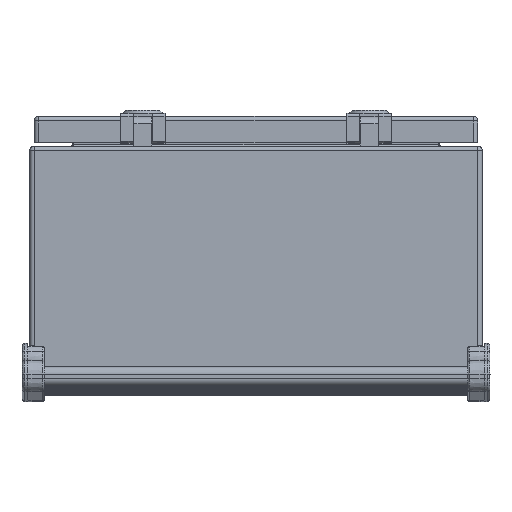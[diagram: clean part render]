
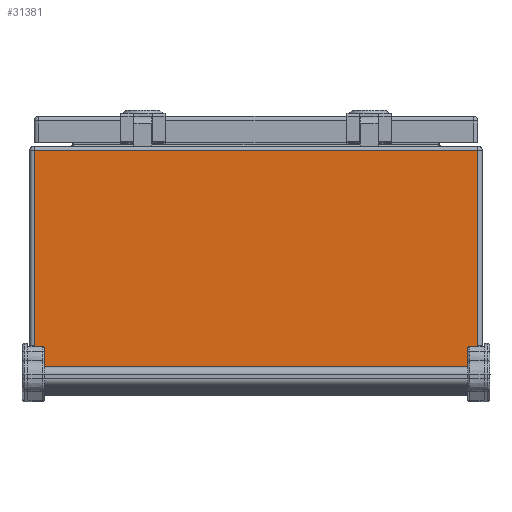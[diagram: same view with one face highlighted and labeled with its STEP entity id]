
A CAD part, left-side view. The second image highlights one B-rep face of the part: STEP entity #31381.
In plain terms, the highlighted planar face has unit normal (-1, 0, 0).
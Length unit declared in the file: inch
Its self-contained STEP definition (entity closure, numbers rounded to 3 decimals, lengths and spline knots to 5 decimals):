
#1088 = CARTESIAN_POINT ( 'NONE',  ( -5.99983, -6.00017, 2.73165 ) ) ;
#1538 = DIRECTION ( 'NONE',  ( 0., 1., 0. ) ) ;
#11673 = VERTEX_POINT ( 'NONE', #68882 ) ;
#12131 = CARTESIAN_POINT ( 'NONE',  ( -6.00016, 5.87818, 2.61 ) ) ;
#14781 = AXIS2_PLACEMENT_3D ( 'NONE', #1088, #29093, #1538 ) ;
#15667 = VERTEX_POINT ( 'NONE', #12131 ) ;
#16184 = EDGE_CURVE ( 'NONE', #64151, #11673, #42549, .T. ) ;
#21627 = ORIENTED_EDGE ( 'NONE', *, *, #23920, .T. ) ;
#23920 = EDGE_CURVE ( 'NONE', #61464, #64151, #45897, .T. ) ;
#26290 = LINE ( 'NONE', #81838, #80684 ) ;
#26617 = ORIENTED_EDGE ( 'NONE', *, *, #44617, .T. ) ;
#28686 = VECTOR ( 'NONE', #89011, 39.37008 ) ;
#29093 = DIRECTION ( 'NONE',  ( -1., 0., 0. ) ) ;
#29997 = FACE_OUTER_BOUND ( 'NONE', #53852, .T. ) ;
#31215 = CARTESIAN_POINT ( 'NONE',  ( -5.99984, -5.87851, -3.14669 ) ) ;
#31381 = ADVANCED_FACE ( 'NONE', ( #29997 ), #64447, .T. ) ;
#32685 = VECTOR ( 'NONE', #40010, 39.37008 ) ;
#40010 = DIRECTION ( 'NONE',  ( 0., 0., -1. ) ) ;
#41340 = ORIENTED_EDGE ( 'NONE', *, *, #89899, .T. ) ;
#42549 = LINE ( 'NONE', #76092, #58533 ) ;
#42555 = CARTESIAN_POINT ( 'NONE',  ( -6.00016, 5.87818, -3.14669 ) ) ;
#44617 = EDGE_CURVE ( 'NONE', #15667, #61464, #54249, .T. ) ;
#45897 = LINE ( 'NONE', #75220, #28686 ) ;
#46164 = ORIENTED_EDGE ( 'NONE', *, *, #16184, .T. ) ;
#46878 = CARTESIAN_POINT ( 'NONE',  ( -6.00016, 5.87818, 2.73165 ) ) ;
#53852 = EDGE_LOOP ( 'NONE', ( #26617, #21627, #46164, #41340 ) ) ;
#54249 = LINE ( 'NONE', #46878, #32685 ) ;
#54311 = DIRECTION ( 'NONE',  ( 0., 1., 0. ) ) ;
#58533 = VECTOR ( 'NONE', #83438, 39.37008 ) ;
#61464 = VERTEX_POINT ( 'NONE', #42555 ) ;
#64151 = VERTEX_POINT ( 'NONE', #31215 ) ;
#64447 = PLANE ( 'NONE',  #14781 ) ;
#68882 = CARTESIAN_POINT ( 'NONE',  ( -5.99984, -5.87851, 2.61 ) ) ;
#75220 = CARTESIAN_POINT ( 'NONE',  ( -5.99983, -6.00017, -3.14669 ) ) ;
#76092 = CARTESIAN_POINT ( 'NONE',  ( -5.99984, -5.87851, 2.73165 ) ) ;
#80684 = VECTOR ( 'NONE', #54311, 39.37008 ) ;
#81838 = CARTESIAN_POINT ( 'NONE',  ( -6.00017, 5.99983, 2.61 ) ) ;
#83438 = DIRECTION ( 'NONE',  ( 0., 0., 1. ) ) ;
#89011 = DIRECTION ( 'NONE',  ( 0., -1., 0. ) ) ;
#89899 = EDGE_CURVE ( 'NONE', #11673, #15667, #26290, .T. ) ;
